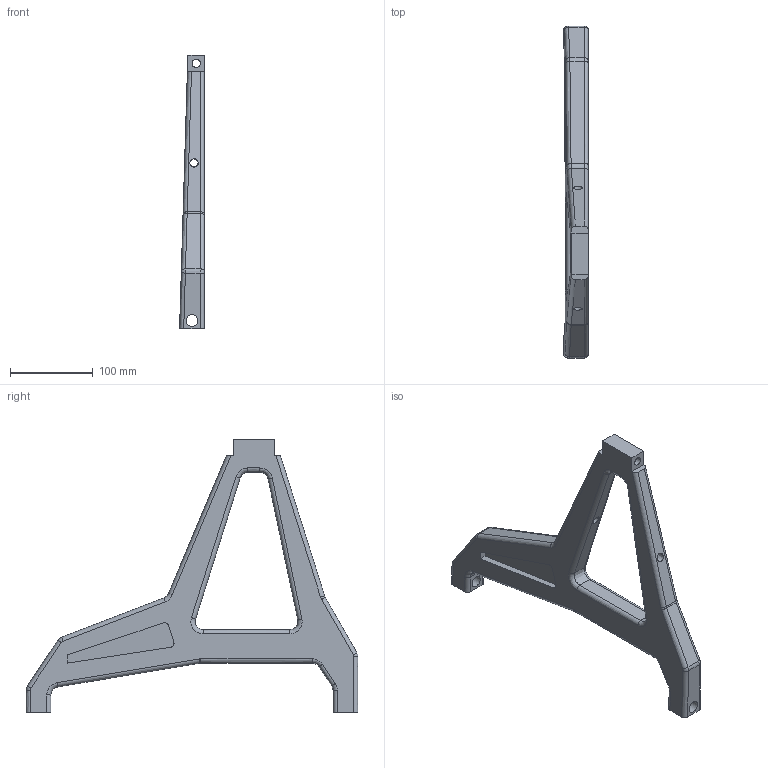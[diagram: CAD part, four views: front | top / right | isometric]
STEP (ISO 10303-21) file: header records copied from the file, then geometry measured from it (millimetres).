
FILE_DESCRIPTION(('STEP AP203'),'1');
FILE_NAME('suspensionRep.stp',' ',(' '),(' '),'XStep 1.0',' ',' ');
FILE_SCHEMA(('CONFIG_CONTROL_DESIGN'));
Length unit declared in the file: millimetre
Bounding box: 30 x 400 x 330 mm (x, y, z)
Volume: 920268.6 mm3; surface area: 127824.8 mm2
Topology: 1 solids, 1 shells, 120 faces, 296 edges, 180 vertices
Faces by surface type: bspline 120
Entity records: 27680 total; most frequent: CARTESIAN_POINT 25463, ORIENTED_EDGE 592, EDGE_CURVE 296, DIRECTION 184, VERTEX_POINT 180, B_SPLINE_CURVE_WITH_KNOTS 149, EDGE_LOOP 134, ADVANCED_FACE 120
